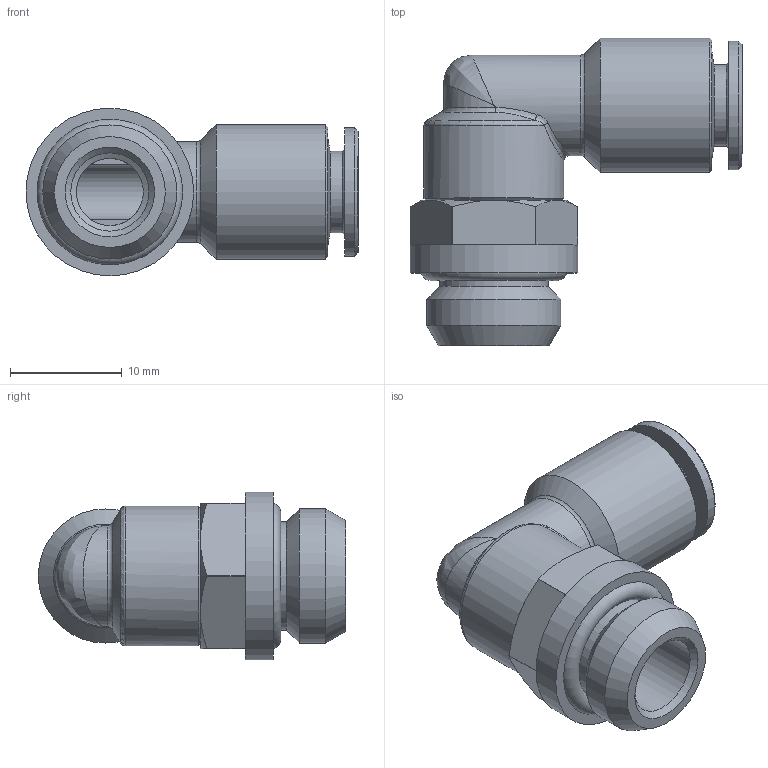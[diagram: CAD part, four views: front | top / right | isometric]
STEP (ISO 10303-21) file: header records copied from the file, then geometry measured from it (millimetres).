
FILE_DESCRIPTION(/* description */ ('STEP AP214'),/* implementation_level */ '2;1');
FILE_NAME(/* name */ 'A0060430',/* time_stamp */ '2023-04-13T09:11:21+02:00',/* author */ ('License CC BY-ND 4.0'),/* organization */ ('CADENAS'),/* preprocessor_version */ 'ST-DEVELOPER v19.3',/* originating_system */ 'PARTsolutions',/* authorisation */ ' ');
FILE_SCHEMA (('AUTOMOTIVE_DESIGN {1 0 10303 214 3 1 1}'));
Length unit declared in the file: millimetre
Products named in the file (1): A0060430
Bounding box: 29.7 x 27.5 x 15 mm (x, y, z)
Volume: 3238.5 mm3; surface area: 2870.5 mm2
Topology: 1 solids, 1 shells, 65 faces, 151 edges, 91 vertices
Faces by surface type: plane 22, cone 19, cylinder 14, bspline 6, torus 4
Full cylindrical faces by diameter (mm): 5 x1, 6 x1, 6.15 x1, 7 x1, 7.3 x1, 9 x1, 9.7 x1, 11.5 x1, 12 x2, 12.5 x1, 15 x1
Entity records: 2515 total; most frequent: CARTESIAN_POINT 794, DIRECTION 260, ORIENTED_EDGE 224, AXIS2_PLACEMENT_3D 120, EDGE_CURVE 112, EDGE_LOOP 97, FACE_BOUND 97, VERTEX_POINT 81
